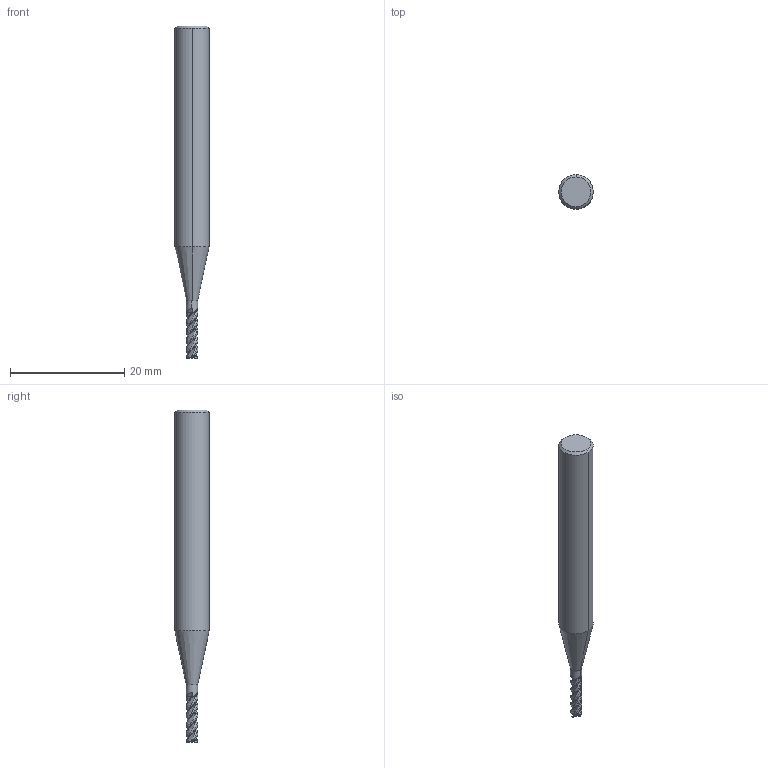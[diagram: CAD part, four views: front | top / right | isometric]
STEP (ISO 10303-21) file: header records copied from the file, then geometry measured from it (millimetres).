
FILE_DESCRIPTION(('no description'),'unknown implementation level');
FILE_NAME('K201523-2X8-Detail.stp',' ',('CIMSOURCE GmbH'),('CADClick - KiM GmbH - www.kimweb.de'),'unknown preprocess','ACIS','unknown authorization');
FILE_SCHEMA(('automotive_design'));
Length unit declared in the file: millimetre
Products named in the file (2): NOCUT; CUT
Bounding box: 6 x 6 x 58 mm (x, y, z)
Volume: 1237.1 mm3; surface area: 992.7 mm2
Topology: 2 solids, 2 shells, 123 faces, 352 edges, 232 vertices
Faces by surface type: plane 43, bspline 32, cone 22, revolution 16, cylinder 10
Entity records: 18449 total; most frequent: CARTESIAN_POINT 11579, STYLED_ITEM 709, PRESENTATION_STYLE_ASSIGNMENT 709, COLOUR_RGB 709, ORIENTED_EDGE 704, DIRECTION 486, EDGE_CURVE 352, CURVE_STYLE 352
